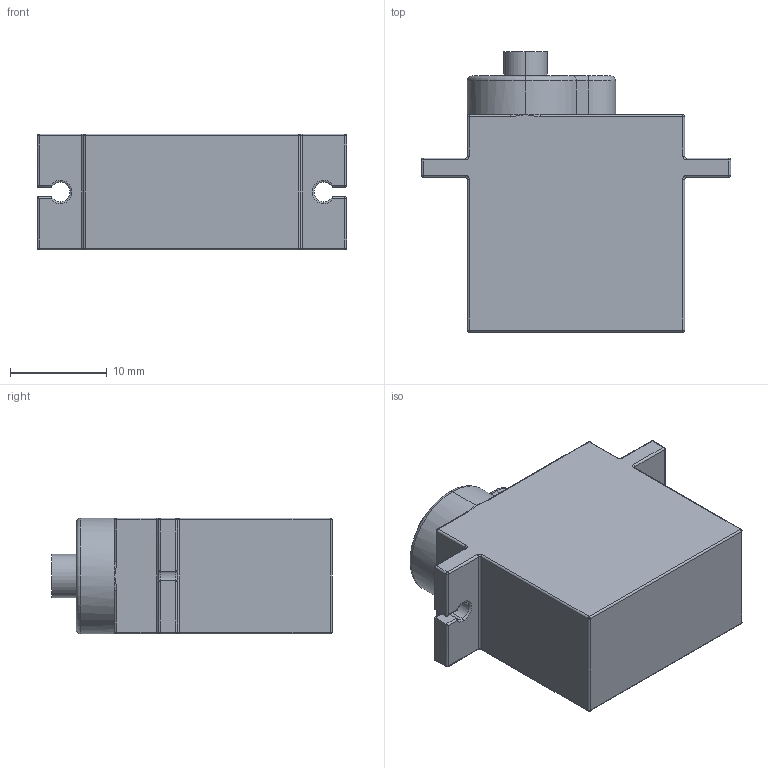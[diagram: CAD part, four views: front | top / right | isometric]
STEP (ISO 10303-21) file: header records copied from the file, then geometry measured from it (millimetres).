
FILE_DESCRIPTION (( 'STEP AP214' ), '1' );
FILE_NAME ('ServoMotor.STEP', '2014-06-25T22:56:13', ( '' ), ( '' ), 'SwSTEP 2.0', 'SolidWorks 2013', '' );
FILE_SCHEMA (( 'AUTOMOTIVE_DESIGN' ));
Length unit declared in the file: millimetre
Products named in the file (1): ServoMotor
Bounding box: 32 x 29 x 12 mm (x, y, z)
Volume: 6831.1 mm3; surface area: 2558 mm2
Topology: 1 solids, 1 shells, 146 faces, 339 edges, 171 vertices
Faces by surface type: cylinder 69, plane 27, torus 24, sphere 20, bspline 6
Entity records: 5676 total; most frequent: CARTESIAN_POINT 861, DIRECTION 736, ORIENTED_EDGE 626, EDGE_CURVE 313, AXIS2_PLACEMENT_3D 302, VERTEX_POINT 171, CIRCLE 161, UNCERTAINTY_MEASURE_WITH_UNIT 149
